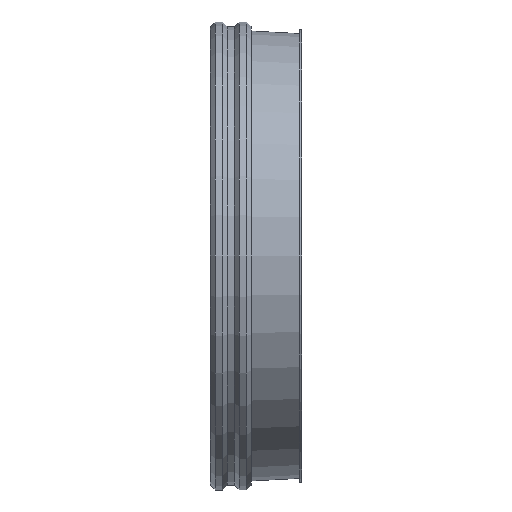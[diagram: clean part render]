
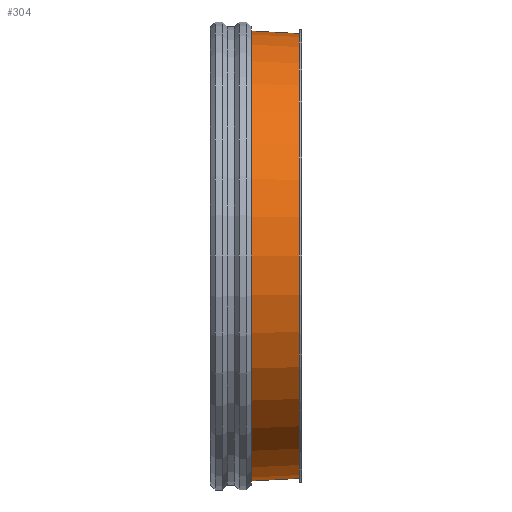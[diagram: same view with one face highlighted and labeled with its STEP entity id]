
A CAD part, left-side view. The second image highlights one B-rep face of the part: STEP entity #304.
In plain terms, the highlighted conical face has half-angle 3 degrees and reference radius 203.363 mm.
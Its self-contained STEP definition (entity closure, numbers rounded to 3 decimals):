
#15=CONICAL_SURFACE('',#347,203.363,0.052);
#28=LINE('',#516,#46);
#46=VECTOR('',#410,203.363);
#79=FACE_OUTER_BOUND('',#105,.T.);
#105=EDGE_LOOP('',(#226,#227,#228,#229));
#128=CIRCLE('',#341,202.419);
#131=CIRCLE('',#348,204.725);
#151=VERTEX_POINT('',#503);
#154=VERTEX_POINT('',#515);
#174=EDGE_CURVE('',#151,#151,#128,.T.);
#179=EDGE_CURVE('',#151,#154,#28,.T.);
#180=EDGE_CURVE('',#154,#154,#131,.T.);
#226=ORIENTED_EDGE('',*,*,#174,.T.);
#227=ORIENTED_EDGE('',*,*,#179,.T.);
#228=ORIENTED_EDGE('',*,*,#180,.T.);
#229=ORIENTED_EDGE('',*,*,#179,.F.);
#304=ADVANCED_FACE('',(#79),#15,.T.);
#341=AXIS2_PLACEMENT_3D('',#504,#394,#395);
#347=AXIS2_PLACEMENT_3D('',#514,#408,#409);
#348=AXIS2_PLACEMENT_3D('',#517,#411,#412);
#394=DIRECTION('center_axis',(0.,1.,0.));
#395=DIRECTION('ref_axis',(1.,0.,0.));
#408=DIRECTION('center_axis',(0.,1.,0.));
#409=DIRECTION('ref_axis',(1.,0.,0.));
#410=DIRECTION('',(-0.052,0.999,0.));
#411=DIRECTION('center_axis',(0.,-1.,0.));
#412=DIRECTION('ref_axis',(1.,0.,0.));
#503=CARTESIAN_POINT('',(-202.419,8.,0.));
#504=CARTESIAN_POINT('Origin',(0.,8.,0.));
#514=CARTESIAN_POINT('Origin',(0.,26.,0.));
#515=CARTESIAN_POINT('',(-204.725,52.,0.));
#516=CARTESIAN_POINT('',(-203.363,26.,0.));
#517=CARTESIAN_POINT('Origin',(0.,52.,0.));
